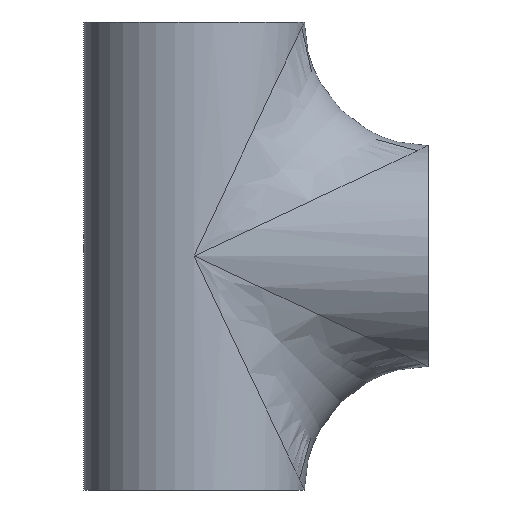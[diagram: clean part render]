
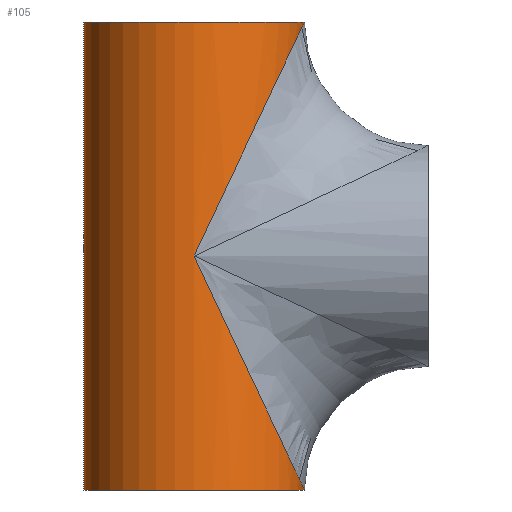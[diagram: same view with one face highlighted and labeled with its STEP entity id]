
A CAD part, front view. The second image highlights one B-rep face of the part: STEP entity #105.
In plain terms, the highlighted cylindrical face has radius 30.15 mm (diameter 60.3 mm), a partial arc.
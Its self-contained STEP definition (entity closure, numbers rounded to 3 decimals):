
#5 =( BOUNDED_CURVE ( )  B_SPLINE_CURVE ( 3, ( #265, #710, #451, #978 ),
 .UNSPECIFIED., .F., .F. ) 
 B_SPLINE_CURVE_WITH_KNOTS ( ( 4, 4 ),
 ( 1.571, 3.142 ),
 .UNSPECIFIED. ) 
 CURVE ( )  GEOMETRIC_REPRESENTATION_ITEM ( )  RATIONAL_B_SPLINE_CURVE ( ( 1., 0.805, 0.805, 1. ) ) 
 REPRESENTATION_ITEM ( '' )  );
#15 = EDGE_CURVE ( 'NONE', #281, #1058, #99, .T. ) ;
#31 = CARTESIAN_POINT ( 'NONE',  ( 0., 0., -64. ) ) ;
#45 = CARTESIAN_POINT ( 'NONE',  ( 0., 0., 64. ) ) ;
#84 = ORIENTED_EDGE ( 'NONE', *, *, #797, .T. ) ;
#99 = CIRCLE ( 'NONE', #549, 30.15 ) ;
#105 = ADVANCED_FACE ( 'NONE', ( #609 ), #691, .T. ) ;
#136 = LINE ( 'NONE', #1123, #531 ) ;
#164 =( BOUNDED_CURVE ( )  B_SPLINE_CURVE ( 3, ( #726, #307, #469, #741 ),
 .UNSPECIFIED., .F., .T. ) 
 B_SPLINE_CURVE_WITH_KNOTS ( ( 4, 4 ),
 ( 3.142, 4.712 ),
 .UNSPECIFIED. ) 
 CURVE ( )  GEOMETRIC_REPRESENTATION_ITEM ( )  RATIONAL_B_SPLINE_CURVE ( ( 1., 0.805, 0.805, 1. ) ) 
 REPRESENTATION_ITEM ( '' )  );
#215 = ORIENTED_EDGE ( 'NONE', *, *, #342, .T. ) ;
#224 = DIRECTION ( 'NONE',  ( 0., 0., 1. ) ) ;
#231 = DIRECTION ( 'NONE',  ( 1., 0., 0. ) ) ;
#235 = ORIENTED_EDGE ( 'NONE', *, *, #468, .T. ) ;
#262 = DIRECTION ( 'NONE',  ( 0., 0., -1. ) ) ;
#265 = CARTESIAN_POINT ( 'NONE',  ( 0., -30.15, 0. ) ) ;
#281 = VERTEX_POINT ( 'NONE', #790 ) ;
#307 = CARTESIAN_POINT ( 'NONE',  ( 30.15, -17.661, -64. ) ) ;
#311 = VERTEX_POINT ( 'NONE', #887 ) ;
#317 = DIRECTION ( 'NONE',  ( 0., 0., -1. ) ) ;
#335 = CIRCLE ( 'NONE', #1132, 30.15 ) ;
#342 = EDGE_CURVE ( 'NONE', #596, #1058, #5, .T. ) ;
#434 = EDGE_LOOP ( 'NONE', ( #772, #84, #765, #235, #215 ) ) ;
#451 = CARTESIAN_POINT ( 'NONE',  ( 30.15, -17.661, 64. ) ) ;
#468 = EDGE_CURVE ( 'NONE', #1040, #596, #164, .T. ) ;
#469 = CARTESIAN_POINT ( 'NONE',  ( 17.661, -30.15, -37.49 ) ) ;
#500 = DIRECTION ( 'NONE',  ( 1., 0., 0. ) ) ;
#502 = CARTESIAN_POINT ( 'NONE',  ( 30.15, 0., -64. ) ) ;
#531 = VECTOR ( 'NONE', #317, 1000. ) ;
#549 = AXIS2_PLACEMENT_3D ( 'NONE', #45, #582, #500 ) ;
#565 = AXIS2_PLACEMENT_3D ( 'NONE', #1047, #262, #1148 ) ;
#582 = DIRECTION ( 'NONE',  ( 0., 0., 1. ) ) ;
#596 = VERTEX_POINT ( 'NONE', #987 ) ;
#609 = FACE_OUTER_BOUND ( 'NONE', #434, .T. ) ;
#691 = CYLINDRICAL_SURFACE ( 'NONE', #565, 30.15 ) ;
#710 = CARTESIAN_POINT ( 'NONE',  ( 17.661, -30.15, 37.49 ) ) ;
#726 = CARTESIAN_POINT ( 'NONE',  ( 30.15, 0., -64. ) ) ;
#741 = CARTESIAN_POINT ( 'NONE',  ( 0., -30.15, 0. ) ) ;
#765 = ORIENTED_EDGE ( 'NONE', *, *, #1098, .T. ) ;
#772 = ORIENTED_EDGE ( 'NONE', *, *, #15, .F. ) ;
#790 = CARTESIAN_POINT ( 'NONE',  ( -30.15, 0., 64. ) ) ;
#797 = EDGE_CURVE ( 'NONE', #281, #311, #136, .T. ) ;
#858 = CARTESIAN_POINT ( 'NONE',  ( 30.15, 0., 64. ) ) ;
#887 = CARTESIAN_POINT ( 'NONE',  ( -30.15, 0., -64. ) ) ;
#978 = CARTESIAN_POINT ( 'NONE',  ( 30.15, 0., 64. ) ) ;
#987 = CARTESIAN_POINT ( 'NONE',  ( 0., -30.15, 0. ) ) ;
#1040 = VERTEX_POINT ( 'NONE', #502 ) ;
#1047 = CARTESIAN_POINT ( 'NONE',  ( 0., 0., 64. ) ) ;
#1058 = VERTEX_POINT ( 'NONE', #858 ) ;
#1098 = EDGE_CURVE ( 'NONE', #311, #1040, #335, .T. ) ;
#1123 = CARTESIAN_POINT ( 'NONE',  ( -30.15, 0., 64. ) ) ;
#1132 = AXIS2_PLACEMENT_3D ( 'NONE', #31, #224, #231 ) ;
#1148 = DIRECTION ( 'NONE',  ( -1., 0., 0. ) ) ;
